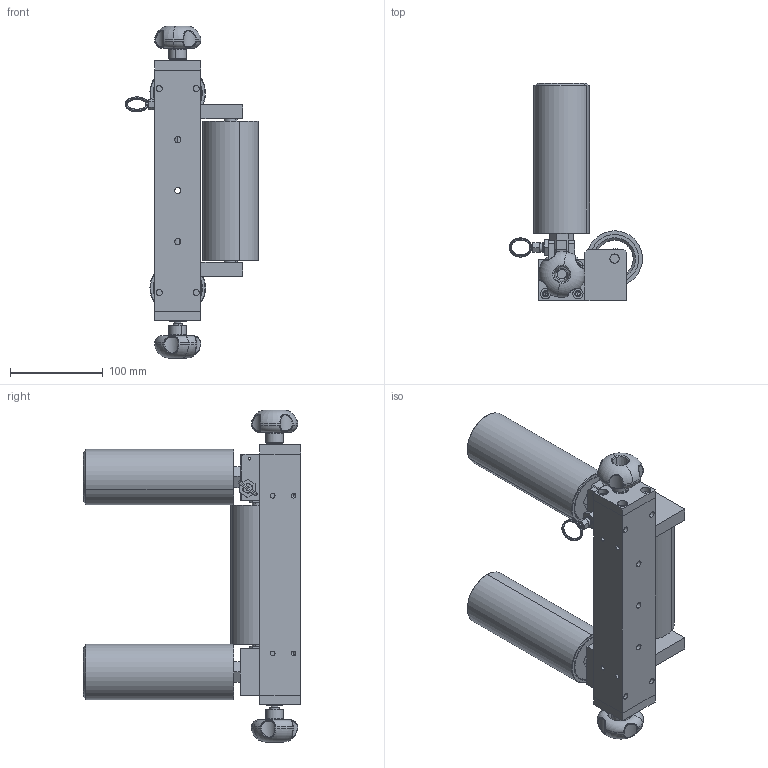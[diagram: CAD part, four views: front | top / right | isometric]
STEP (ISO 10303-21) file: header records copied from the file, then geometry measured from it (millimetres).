
FILE_DESCRIPTION (( 'STEP AP203' ), '1' );
FILE_NAME ('3-400264-00_11337RL.STEP', '2017-09-22T08:43:56', ( '' ), ( '' ), 'SwSTEP 2.0', 'SolidWorks 2017', '' );
FILE_SCHEMA (( 'CONFIG_CONTROL_DESIGN' ));
Length unit declared in the file: millimetre
Products named in the file (1): 3-400264-00_11337RL
Bounding box: 143.24 x 234 x 357.98 mm (x, y, z)
Volume: 1557978.1 mm3; surface area: 425675.3 mm2
Topology: 37 solids, 37 shells, 772 faces, 1778 edges, 1127 vertices
Faces by surface type: cylinder 345, plane 239, cone 144, bspline 24, torus 20
Entity records: 27106 total; most frequent: CARTESIAN_POINT 9138, DIRECTION 3879, ORIENTED_EDGE 3534, EDGE_CURVE 1767, AXIS2_PLACEMENT_3D 1563, VERTEX_POINT 1126, EDGE_LOOP 959, CIRCLE 814
